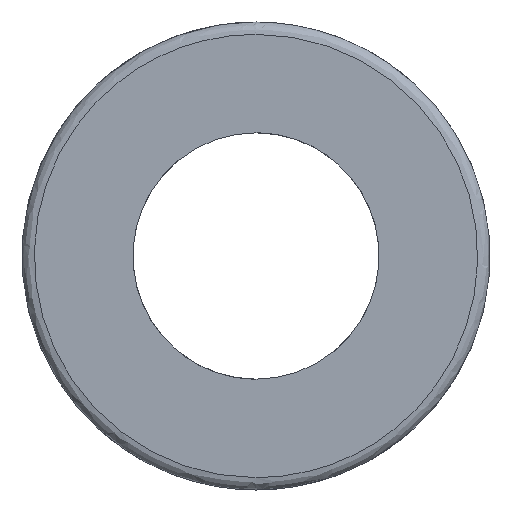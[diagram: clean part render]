
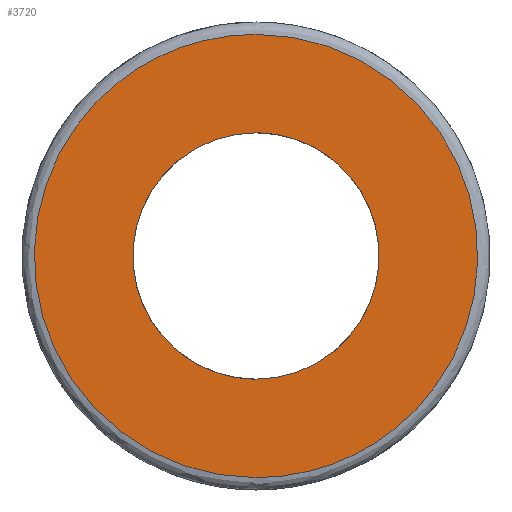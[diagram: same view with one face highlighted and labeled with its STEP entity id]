
A CAD part, left-side view. The second image highlights one B-rep face of the part: STEP entity #3720.
In plain terms, the highlighted free-form (B-spline) face has degree [1, 1] with [2, 2] control points.
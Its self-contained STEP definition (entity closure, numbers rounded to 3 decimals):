
#2830 = CARTESIAN_POINT ('', (0., 0., -9.));
#2840 = VERTEX_POINT ('', #2830);
#2850 = CARTESIAN_POINT ('', (0., 0., 9.));
#2860 = VERTEX_POINT ('', #2850);
#2870 = CARTESIAN_POINT ('', (0., 0., -9.));
#2880 = CARTESIAN_POINT ('', (0., 18., -9.));
#2890 = CARTESIAN_POINT ('', (0., 18., 9.));
#2900 = CARTESIAN_POINT ('', (0., 0., 9.));
#2910 = (
   BOUNDED_CURVE ()
   B_SPLINE_CURVE (3, (#2870, #2880, #2890, #2900), .UNSPECIFIED., .F., .U.)
   B_SPLINE_CURVE_WITH_KNOTS ((4, 4), (0., 1.), .UNSPECIFIED.)
   CURVE ()
   GEOMETRIC_REPRESENTATION_ITEM ()
   RATIONAL_B_SPLINE_CURVE ((0.957, 0.319, 0.319, 0.957))
   REPRESENTATION_ITEM ('')
);
#2920 = EDGE_CURVE ('', #2840, #2860, #2910, .T.);
#3040 = CARTESIAN_POINT ('', (0., 0., 9.));
#3050 = CARTESIAN_POINT ('', (0., -18., 9.));
#3060 = CARTESIAN_POINT ('', (0., -18., -9.));
#3070 = CARTESIAN_POINT ('', (0., 0., -9.));
#3080 = (
   BOUNDED_CURVE ()
   B_SPLINE_CURVE (3, (#3040, #3050, #3060, #3070), .UNSPECIFIED., .F., .U.)
   B_SPLINE_CURVE_WITH_KNOTS ((4, 4), (0., 1.), .UNSPECIFIED.)
   CURVE ()
   GEOMETRIC_REPRESENTATION_ITEM ()
   RATIONAL_B_SPLINE_CURVE ((0.957, 0.319, 0.319, 0.957))
   REPRESENTATION_ITEM ('')
);
#3090 = EDGE_CURVE ('', #2860, #2840, #3080, .T.);
#3430 = ORIENTED_EDGE ('', *, *, #3090, .F.);
#3440 = ORIENTED_EDGE ('', *, *, #2920, .F.);
#3450 = EDGE_LOOP ('', (#3430, #3440));
#3460 = FACE_OUTER_BOUND ('', #3450, .T.);
#3470 = CARTESIAN_POINT ('', (0., 0., -5.));
#3480 = VERTEX_POINT ('', #3470);
#3490 = CARTESIAN_POINT ('', (0., 0., 5.));
#3500 = VERTEX_POINT ('', #3490);
#3510 = CARTESIAN_POINT ('', (0., 0., -5.));
#3520 = CARTESIAN_POINT ('', (0., -10., -5.));
#3530 = CARTESIAN_POINT ('', (0., -10., 5.));
#3540 = CARTESIAN_POINT ('', (0., 0., 5.));
#3550 = (
   BOUNDED_CURVE ()
   B_SPLINE_CURVE (3, (#3510, #3520, #3530, #3540), .UNSPECIFIED., .F., .U.)
   B_SPLINE_CURVE_WITH_KNOTS ((4, 4), (0., 1.), .UNSPECIFIED.)
   CURVE ()
   GEOMETRIC_REPRESENTATION_ITEM ()
   RATIONAL_B_SPLINE_CURVE ((1., 0.333, 0.333, 1.))
   REPRESENTATION_ITEM ('')
);
#3560 = EDGE_CURVE ('', #3480, #3500, #3550, .T.);
#3570 = ORIENTED_EDGE ('', *, *, #3560, .F.);
#3580 = CARTESIAN_POINT ('', (0., 0., 5.));
#3590 = CARTESIAN_POINT ('', (0., 10., 5.));
#3600 = CARTESIAN_POINT ('', (0., 10., -5.));
#3610 = CARTESIAN_POINT ('', (0., 0., -5.));
#3620 = (
   BOUNDED_CURVE ()
   B_SPLINE_CURVE (3, (#3580, #3590, #3600, #3610), .UNSPECIFIED., .F., .U.)
   B_SPLINE_CURVE_WITH_KNOTS ((4, 4), (0., 1.), .UNSPECIFIED.)
   CURVE ()
   GEOMETRIC_REPRESENTATION_ITEM ()
   RATIONAL_B_SPLINE_CURVE ((1., 0.333, 0.333, 1.))
   REPRESENTATION_ITEM ('')
);
#3630 = EDGE_CURVE ('', #3500, #3480, #3620, .T.);
#3640 = ORIENTED_EDGE ('', *, *, #3630, .F.);
#3650 = EDGE_LOOP ('', (#3570, #3640));
#3660 = FACE_BOUND ('', #3650, .T.);
#3670 = CARTESIAN_POINT ('', (0., 9.109, 9.108));
#3680 = CARTESIAN_POINT ('', (0., -9.108, 9.108));
#3690 = CARTESIAN_POINT ('', (0., 9.109, -9.108));
#3700 = CARTESIAN_POINT ('', (0., -9.108, -9.108));
#3710 = B_SPLINE_SURFACE_WITH_KNOTS ('', 1, 1, ((#3670, #3680), (#3690, #3700)), .UNSPECIFIED., .F., .F., .U., (2, 2), (2, 2), (0., 1.), (0., 1.), .UNSPECIFIED.);
#3720 = ADVANCED_FACE ('', (#3460, #3660), #3710, .T.);
